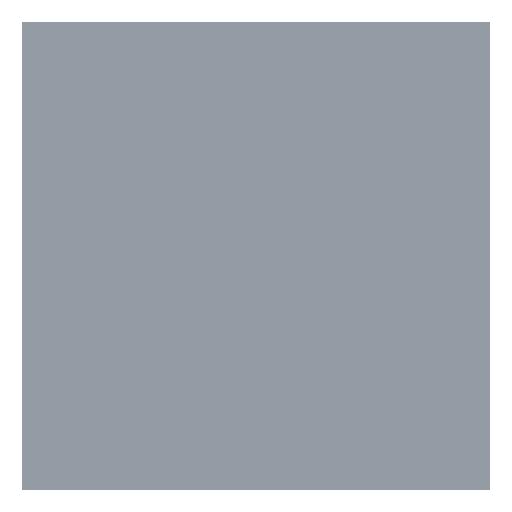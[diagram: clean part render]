
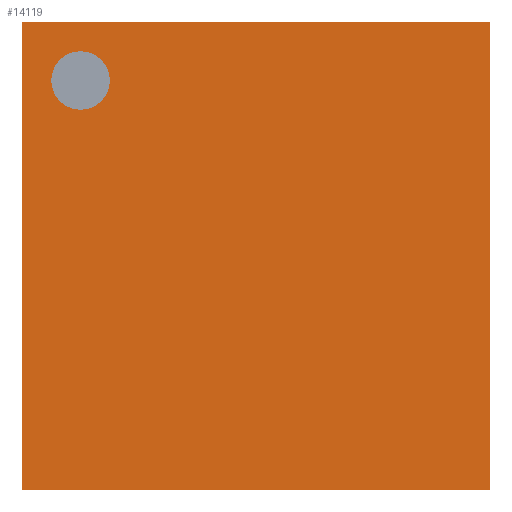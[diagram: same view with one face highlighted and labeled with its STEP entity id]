
A CAD part, top view. The second image highlights one B-rep face of the part: STEP entity #14119.
In plain terms, the highlighted planar face has unit normal (0, 0, 1).
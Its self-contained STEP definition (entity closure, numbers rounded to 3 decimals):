
#13930 = VERTEX_POINT('',#13931);
#13931 = CARTESIAN_POINT('',(-17.5,-17.5,3.5));
#13938 = PLANE('',#13939);
#13939 = AXIS2_PLACEMENT_3D('',#13940,#13941,#13942);
#13940 = CARTESIAN_POINT('',(-17.5,-17.5,0.6));
#13941 = DIRECTION('',(1.,0.,0.));
#13942 = DIRECTION('',(0.,0.,1.));
#13950 = PLANE('',#13951);
#13951 = AXIS2_PLACEMENT_3D('',#13952,#13953,#13954);
#13952 = CARTESIAN_POINT('',(-17.5,-17.5,0.6));
#13953 = DIRECTION('',(0.,1.,0.));
#13954 = DIRECTION('',(0.,0.,1.));
#13991 = VERTEX_POINT('',#13992);
#13992 = CARTESIAN_POINT('',(-17.5,17.5,3.5));
#14006 = PLANE('',#14007);
#14007 = AXIS2_PLACEMENT_3D('',#14008,#14009,#14010);
#14008 = CARTESIAN_POINT('',(-17.5,17.5,0.6));
#14009 = DIRECTION('',(0.,1.,0.));
#14010 = DIRECTION('',(0.,0.,1.));
#14018 = EDGE_CURVE('',#13930,#13991,#14019,.T.);
#14019 = SURFACE_CURVE('',#14020,(#14024,#14031),.PCURVE_S1.);
#14020 = LINE('',#14021,#14022);
#14021 = CARTESIAN_POINT('',(-17.5,-17.5,3.5));
#14022 = VECTOR('',#14023,1.);
#14023 = DIRECTION('',(0.,1.,0.));
#14024 = PCURVE('',#13938,#14025);
#14025 = DEFINITIONAL_REPRESENTATION('',(#14026),#14030);
#14026 = LINE('',#14027,#14028);
#14027 = CARTESIAN_POINT('',(2.9,0.));
#14028 = VECTOR('',#14029,1.);
#14029 = DIRECTION('',(0.,-1.));
#14030 = ( GEOMETRIC_REPRESENTATION_CONTEXT(2) 
PARAMETRIC_REPRESENTATION_CONTEXT() REPRESENTATION_CONTEXT('2D SPACE',''
  ) );
#14031 = PCURVE('',#14032,#14037);
#14032 = PLANE('',#14033);
#14033 = AXIS2_PLACEMENT_3D('',#14034,#14035,#14036);
#14034 = CARTESIAN_POINT('',(-17.5,-17.5,3.5));
#14035 = DIRECTION('',(0.,0.,1.));
#14036 = DIRECTION('',(1.,0.,0.));
#14037 = DEFINITIONAL_REPRESENTATION('',(#14038),#14042);
#14038 = LINE('',#14039,#14040);
#14039 = CARTESIAN_POINT('',(0.,0.));
#14040 = VECTOR('',#14041,1.);
#14041 = DIRECTION('',(0.,1.));
#14042 = ( GEOMETRIC_REPRESENTATION_CONTEXT(2) 
PARAMETRIC_REPRESENTATION_CONTEXT() REPRESENTATION_CONTEXT('2D SPACE',''
  ) );
#14071 = EDGE_CURVE('',#13930,#14072,#14074,.T.);
#14072 = VERTEX_POINT('',#14073);
#14073 = CARTESIAN_POINT('',(17.5,-17.5,3.5));
#14074 = SURFACE_CURVE('',#14075,(#14079,#14086),.PCURVE_S1.);
#14075 = LINE('',#14076,#14077);
#14076 = CARTESIAN_POINT('',(-17.5,-17.5,3.5));
#14077 = VECTOR('',#14078,1.);
#14078 = DIRECTION('',(1.,0.,0.));
#14079 = PCURVE('',#13950,#14080);
#14080 = DEFINITIONAL_REPRESENTATION('',(#14081),#14085);
#14081 = LINE('',#14082,#14083);
#14082 = CARTESIAN_POINT('',(2.9,0.));
#14083 = VECTOR('',#14084,1.);
#14084 = DIRECTION('',(0.,1.));
#14085 = ( GEOMETRIC_REPRESENTATION_CONTEXT(2) 
PARAMETRIC_REPRESENTATION_CONTEXT() REPRESENTATION_CONTEXT('2D SPACE',''
  ) );
#14086 = PCURVE('',#14032,#14087);
#14087 = DEFINITIONAL_REPRESENTATION('',(#14088),#14092);
#14088 = LINE('',#14089,#14090);
#14089 = CARTESIAN_POINT('',(0.,0.));
#14090 = VECTOR('',#14091,1.);
#14091 = DIRECTION('',(1.,0.));
#14092 = ( GEOMETRIC_REPRESENTATION_CONTEXT(2) 
PARAMETRIC_REPRESENTATION_CONTEXT() REPRESENTATION_CONTEXT('2D SPACE',''
  ) );
#14108 = PLANE('',#14109);
#14109 = AXIS2_PLACEMENT_3D('',#14110,#14111,#14112);
#14110 = CARTESIAN_POINT('',(17.5,-17.5,0.6));
#14111 = DIRECTION('',(1.,0.,0.));
#14112 = DIRECTION('',(0.,0.,1.));
#14119 = ADVANCED_FACE('',(#14120,#14168),#14032,.T.);
#14120 = FACE_BOUND('',#14121,.T.);
#14121 = EDGE_LOOP('',(#14122,#14123,#14124,#14147));
#14122 = ORIENTED_EDGE('',*,*,#14018,.F.);
#14123 = ORIENTED_EDGE('',*,*,#14071,.T.);
#14124 = ORIENTED_EDGE('',*,*,#14125,.T.);
#14125 = EDGE_CURVE('',#14072,#14126,#14128,.T.);
#14126 = VERTEX_POINT('',#14127);
#14127 = CARTESIAN_POINT('',(17.5,17.5,3.5));
#14128 = SURFACE_CURVE('',#14129,(#14133,#14140),.PCURVE_S1.);
#14129 = LINE('',#14130,#14131);
#14130 = CARTESIAN_POINT('',(17.5,-17.5,3.5));
#14131 = VECTOR('',#14132,1.);
#14132 = DIRECTION('',(0.,1.,0.));
#14133 = PCURVE('',#14032,#14134);
#14134 = DEFINITIONAL_REPRESENTATION('',(#14135),#14139);
#14135 = LINE('',#14136,#14137);
#14136 = CARTESIAN_POINT('',(35.,0.));
#14137 = VECTOR('',#14138,1.);
#14138 = DIRECTION('',(0.,1.));
#14139 = ( GEOMETRIC_REPRESENTATION_CONTEXT(2) 
PARAMETRIC_REPRESENTATION_CONTEXT() REPRESENTATION_CONTEXT('2D SPACE',''
  ) );
#14140 = PCURVE('',#14108,#14141);
#14141 = DEFINITIONAL_REPRESENTATION('',(#14142),#14146);
#14142 = LINE('',#14143,#14144);
#14143 = CARTESIAN_POINT('',(2.9,0.));
#14144 = VECTOR('',#14145,1.);
#14145 = DIRECTION('',(0.,-1.));
#14146 = ( GEOMETRIC_REPRESENTATION_CONTEXT(2) 
PARAMETRIC_REPRESENTATION_CONTEXT() REPRESENTATION_CONTEXT('2D SPACE',''
  ) );
#14147 = ORIENTED_EDGE('',*,*,#14148,.F.);
#14148 = EDGE_CURVE('',#13991,#14126,#14149,.T.);
#14149 = SURFACE_CURVE('',#14150,(#14154,#14161),.PCURVE_S1.);
#14150 = LINE('',#14151,#14152);
#14151 = CARTESIAN_POINT('',(-17.5,17.5,3.5));
#14152 = VECTOR('',#14153,1.);
#14153 = DIRECTION('',(1.,0.,0.));
#14154 = PCURVE('',#14032,#14155);
#14155 = DEFINITIONAL_REPRESENTATION('',(#14156),#14160);
#14156 = LINE('',#14157,#14158);
#14157 = CARTESIAN_POINT('',(0.,35.));
#14158 = VECTOR('',#14159,1.);
#14159 = DIRECTION('',(1.,0.));
#14160 = ( GEOMETRIC_REPRESENTATION_CONTEXT(2) 
PARAMETRIC_REPRESENTATION_CONTEXT() REPRESENTATION_CONTEXT('2D SPACE',''
  ) );
#14161 = PCURVE('',#14006,#14162);
#14162 = DEFINITIONAL_REPRESENTATION('',(#14163),#14167);
#14163 = LINE('',#14164,#14165);
#14164 = CARTESIAN_POINT('',(2.9,0.));
#14165 = VECTOR('',#14166,1.);
#14166 = DIRECTION('',(0.,1.));
#14167 = ( GEOMETRIC_REPRESENTATION_CONTEXT(2) 
PARAMETRIC_REPRESENTATION_CONTEXT() REPRESENTATION_CONTEXT('2D SPACE',''
  ) );
#14168 = FACE_BOUND('',#14169,.T.);
#14169 = EDGE_LOOP('',(#14170));
#14170 = ORIENTED_EDGE('',*,*,#14171,.F.);
#14171 = EDGE_CURVE('',#14172,#14172,#14174,.T.);
#14172 = VERTEX_POINT('',#14173);
#14173 = CARTESIAN_POINT('',(-10.938,13.125,3.5));
#14174 = SURFACE_CURVE('',#14175,(#14180,#14187),.PCURVE_S1.);
#14175 = CIRCLE('',#14176,2.188);
#14176 = AXIS2_PLACEMENT_3D('',#14177,#14178,#14179);
#14177 = CARTESIAN_POINT('',(-13.125,13.125,3.5));
#14178 = DIRECTION('',(0.,0.,1.));
#14179 = DIRECTION('',(1.,0.,0.));
#14180 = PCURVE('',#14032,#14181);
#14181 = DEFINITIONAL_REPRESENTATION('',(#14182),#14186);
#14182 = CIRCLE('',#14183,2.188);
#14183 = AXIS2_PLACEMENT_2D('',#14184,#14185);
#14184 = CARTESIAN_POINT('',(4.375,30.625));
#14185 = DIRECTION('',(1.,0.));
#14186 = ( GEOMETRIC_REPRESENTATION_CONTEXT(2) 
PARAMETRIC_REPRESENTATION_CONTEXT() REPRESENTATION_CONTEXT('2D SPACE',''
  ) );
#14187 = PCURVE('',#14188,#14193);
#14188 = CYLINDRICAL_SURFACE('',#14189,2.188);
#14189 = AXIS2_PLACEMENT_3D('',#14190,#14191,#14192);
#14190 = CARTESIAN_POINT('',(-13.125,13.125,3.15));
#14191 = DIRECTION('',(0.,0.,1.));
#14192 = DIRECTION('',(1.,0.,0.));
#14193 = DEFINITIONAL_REPRESENTATION('',(#14194),#14198);
#14194 = LINE('',#14195,#14196);
#14195 = CARTESIAN_POINT('',(0.,0.35));
#14196 = VECTOR('',#14197,1.);
#14197 = DIRECTION('',(1.,0.));
#14198 = ( GEOMETRIC_REPRESENTATION_CONTEXT(2) 
PARAMETRIC_REPRESENTATION_CONTEXT() REPRESENTATION_CONTEXT('2D SPACE',''
  ) );
